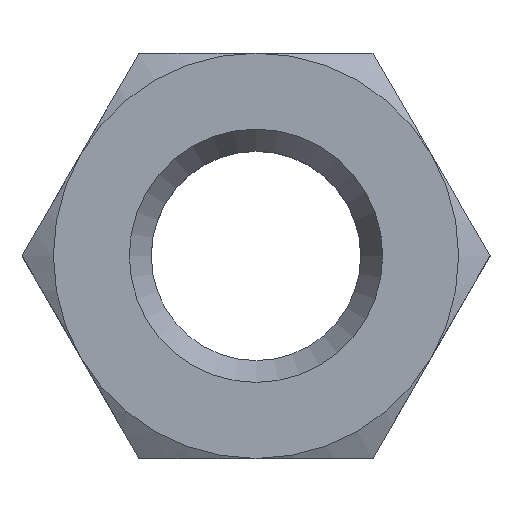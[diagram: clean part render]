
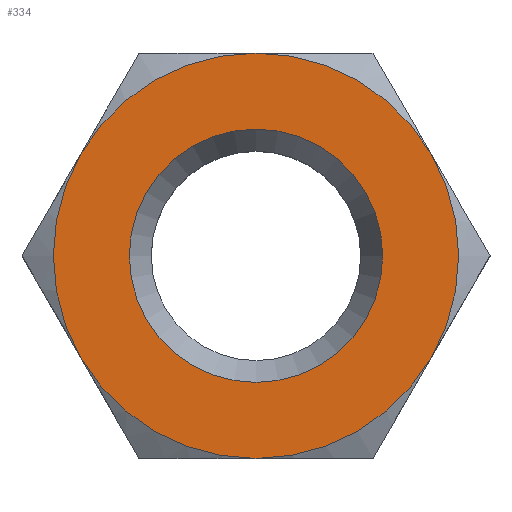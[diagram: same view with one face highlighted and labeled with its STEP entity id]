
A CAD part, top view. The second image highlights one B-rep face of the part: STEP entity #334.
In plain terms, the highlighted planar face has unit normal (0, 0, 1).
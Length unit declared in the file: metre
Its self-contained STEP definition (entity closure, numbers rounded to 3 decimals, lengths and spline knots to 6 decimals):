
#22=CIRCLE('',#372,0.0025);
#23=CIRCLE('',#373,0.004);
#24=CIRCLE('',#374,0.004);
#25=CIRCLE('',#375,0.004);
#26=CIRCLE('',#376,0.004);
#27=CIRCLE('',#377,0.004);
#28=CIRCLE('',#378,0.004);
#69=ORIENTED_EDGE('',*,*,#163,.F.);
#70=ORIENTED_EDGE('',*,*,#164,.T.);
#71=ORIENTED_EDGE('',*,*,#165,.T.);
#72=ORIENTED_EDGE('',*,*,#166,.T.);
#73=ORIENTED_EDGE('',*,*,#167,.T.);
#74=ORIENTED_EDGE('',*,*,#168,.T.);
#75=ORIENTED_EDGE('',*,*,#169,.T.);
#163=EDGE_CURVE('',#210,#210,#22,.T.);
#164=EDGE_CURVE('',#207,#211,#23,.T.);
#165=EDGE_CURVE('',#211,#201,#24,.T.);
#166=EDGE_CURVE('',#201,#212,#25,.T.);
#167=EDGE_CURVE('',#212,#195,#26,.T.);
#168=EDGE_CURVE('',#195,#213,#27,.T.);
#169=EDGE_CURVE('',#213,#207,#28,.T.);
#195=VERTEX_POINT('',#522);
#201=VERTEX_POINT('',#541);
#207=VERTEX_POINT('',#560);
#210=VERTEX_POINT('',#571);
#211=VERTEX_POINT('',#573);
#212=VERTEX_POINT('',#576);
#213=VERTEX_POINT('',#579);
#260=EDGE_LOOP('',(#69));
#261=EDGE_LOOP('',(#70,#71,#72,#73,#74,#75));
#290=FACE_BOUND('',#260,.T.);
#291=FACE_BOUND('',#261,.T.);
#320=PLANE('',#371);
#334=ADVANCED_FACE('',(#290,#291),#320,.T.);
#371=AXIS2_PLACEMENT_3D('',#569,#429,#430);
#372=AXIS2_PLACEMENT_3D('',#570,#431,#432);
#373=AXIS2_PLACEMENT_3D('',#572,#433,#434);
#374=AXIS2_PLACEMENT_3D('',#574,#435,#436);
#375=AXIS2_PLACEMENT_3D('',#575,#437,#438);
#376=AXIS2_PLACEMENT_3D('',#577,#439,#440);
#377=AXIS2_PLACEMENT_3D('',#578,#441,#442);
#378=AXIS2_PLACEMENT_3D('',#580,#443,#444);
#429=DIRECTION('',(0.,0.,1.));
#430=DIRECTION('',(1.,0.,0.));
#431=DIRECTION('',(0.,0.,1.));
#432=DIRECTION('',(1.,0.,0.));
#433=DIRECTION('',(0.,0.,1.));
#434=DIRECTION('',(1.,0.,0.));
#435=DIRECTION('',(0.,0.,1.));
#436=DIRECTION('',(1.,0.,0.));
#437=DIRECTION('',(0.,0.,1.));
#438=DIRECTION('',(1.,0.,0.));
#439=DIRECTION('',(0.,0.,1.));
#440=DIRECTION('',(1.,0.,0.));
#441=DIRECTION('',(0.,0.,1.));
#442=DIRECTION('',(1.,0.,0.));
#443=DIRECTION('',(0.,0.,1.));
#444=DIRECTION('',(1.,0.,0.));
#522=CARTESIAN_POINT('',(-0.003464,-0.002,0.00235));
#541=CARTESIAN_POINT('',(0.,0.004,0.00235));
#560=CARTESIAN_POINT('',(0.003464,-0.002,0.00235));
#569=CARTESIAN_POINT('',(0.,0.,0.00235));
#570=CARTESIAN_POINT('',(0.,0.,0.00235));
#571=CARTESIAN_POINT('',(0.0025,0.,0.00235));
#572=CARTESIAN_POINT('',(0.,0.,0.00235));
#573=CARTESIAN_POINT('',(0.003464,0.002,0.00235));
#574=CARTESIAN_POINT('',(0.,0.,0.00235));
#575=CARTESIAN_POINT('',(0.,0.,0.00235));
#576=CARTESIAN_POINT('',(-0.003464,0.002,0.00235));
#577=CARTESIAN_POINT('',(0.,0.,0.00235));
#578=CARTESIAN_POINT('',(0.,0.,0.00235));
#579=CARTESIAN_POINT('',(0.,-0.004,0.00235));
#580=CARTESIAN_POINT('',(0.,0.,0.00235));
